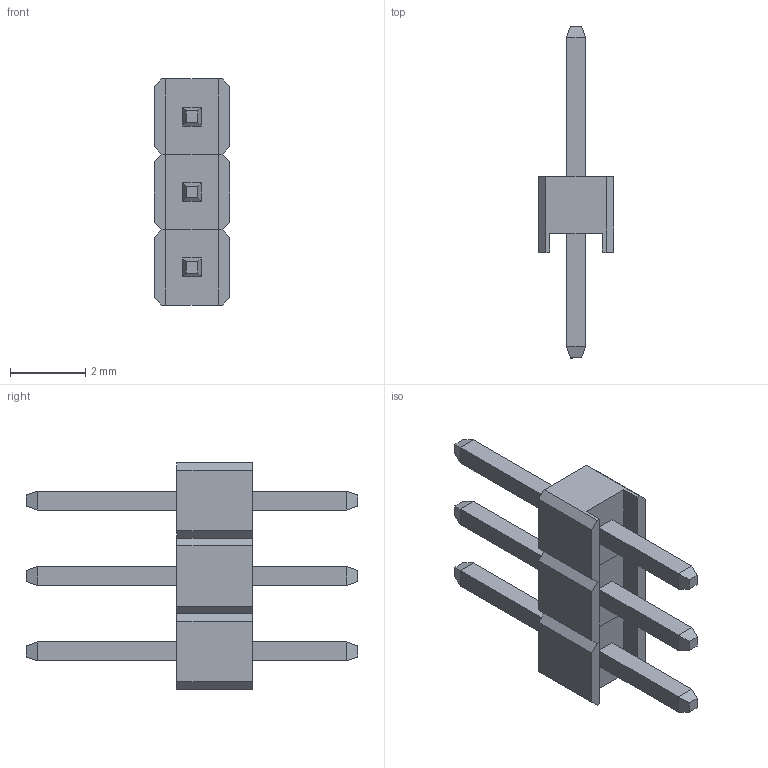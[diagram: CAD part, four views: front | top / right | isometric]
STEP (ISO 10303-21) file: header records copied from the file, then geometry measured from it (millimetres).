
FILE_DESCRIPTION (( 'STEP AP214' ), '1' );
FILE_NAME ('User Library-pls2-3.STEP', '2021-04-06T07:26:44', ( '' ), ( '' ), 'SwSTEP 2.0', 'SolidWorks 2020', '' );
FILE_SCHEMA (( 'AUTOMOTIVE_DESIGN' ));
Length unit declared in the file: millimetre
Products named in the file (4): User Library-pls2-4_asm_PLS2-1; User Library-pls2-4_asm_PLS2-1_2; User Library-pls2-3; User Library-pls2-4_asm_PLS2-1_1
Assembly tree (3 placements, depth 2):
  User Library-pls2-3
    User Library-pls2-4_asm_PLS2-1_2
    User Library-pls2-4_asm_PLS2-1
    User Library-pls2-4_asm_PLS2-1_1
Bounding box: 2 x 8.8 x 6 mm (x, y, z)
Volume: 24.6 mm3; surface area: 112.8 mm2
Topology: 3 solids, 3 shells, 96 faces, 228 edges, 144 vertices
Faces by surface type: plane 96
Entity records: 3890 total; most frequent: CARTESIAN_POINT 474, ORIENTED_EDGE 456, DIRECTION 432, VECTOR 228, EDGE_CURVE 228, LINE 228, VERTEX_POINT 144, UNCERTAINTY_MEASURE_WITH_UNIT 106
